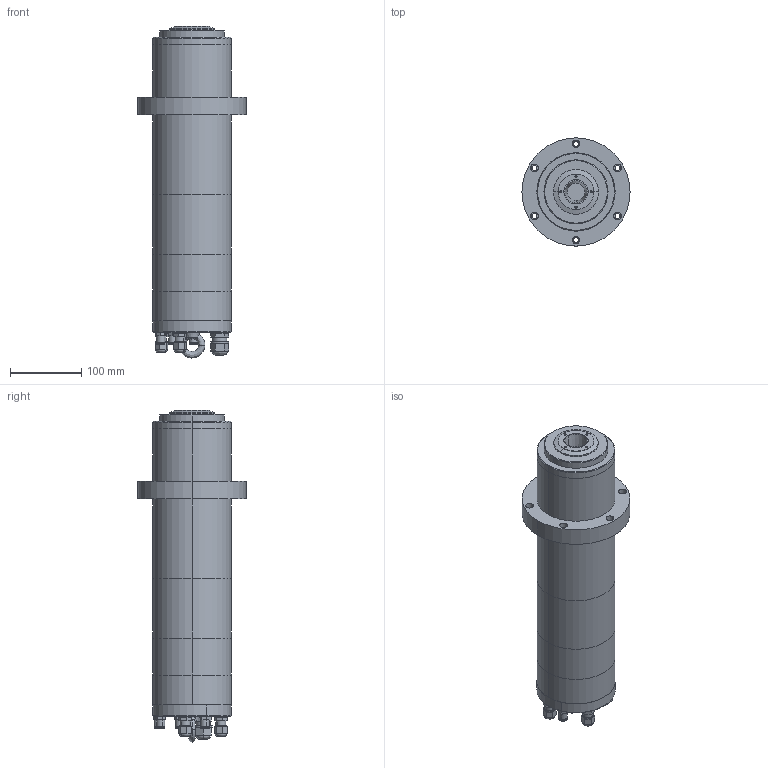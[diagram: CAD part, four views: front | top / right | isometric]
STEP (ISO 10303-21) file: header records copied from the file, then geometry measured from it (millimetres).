
FILE_DESCRIPTION (( 'STEP AP214' ), '1' );
FILE_NAME ('GDL110-30-18Z-3.2B-4P楊擘.STEP', '2024-07-16T03:03:53', ( '00' ), ( '' ), 'SwSTEP 2.0', 'SolidWorks 2018', '' );
FILE_SCHEMA (( 'AUTOMOTIVE_DESIGN' ));
Length unit declared in the file: millimetre
Products named in the file (12): 籵蚚M10ァ郲_3; GDL110-30-24Z气缸4; GB 825-88________M8__16(20__).STEP; GDL110綴裔; GDL110-30-24Z气缸2; GDL110-30-24Z儂褲; GDL110-30-24Z气缸1; GDL110-30-24Z前螺母; GDL110-30-24Z气缸3; GDL110-30-18Z-3.2B-4P楊擘; 萇埭羲壽M16_1; 陓瘍羲壽M12_1
Assembly tree (16 placements, depth 3):
  GDL110-30-18Z-3.2B-4P楊擘
    GDL110-30-24Z儂褲
    GDL110-30-24Z前螺母
    GDL110-30-24Z气缸1
    GDL110-30-24Z气缸2
    GDL110-30-24Z气缸3
    GDL110綴裔
      GDL110-30-24Z气缸4
      籵蚚M10ァ郲_3  x5
    陓瘍羲壽M12_1  x2
    萇埭羲壽M16_1
    GB 825-88________M8__16(20__).STEP
Bounding box: 152 x 152 x 466.6 mm (x, y, z)
Volume: 4231534.3 mm3; surface area: 313304 mm2
Topology: 15 solids, 15 shells, 425 faces, 950 edges, 592 vertices
Faces by surface type: plane 196, cylinder 176, cone 36, bspline 13, torus 4
Entity records: 13027 total; most frequent: CARTESIAN_POINT 3104, DIRECTION 1540, ORIENTED_EDGE 1276, EDGE_CURVE 638, AXIS2_PLACEMENT_3D 626, VERTEX_POINT 400, EDGE_LOOP 354, CIRCLE 328
